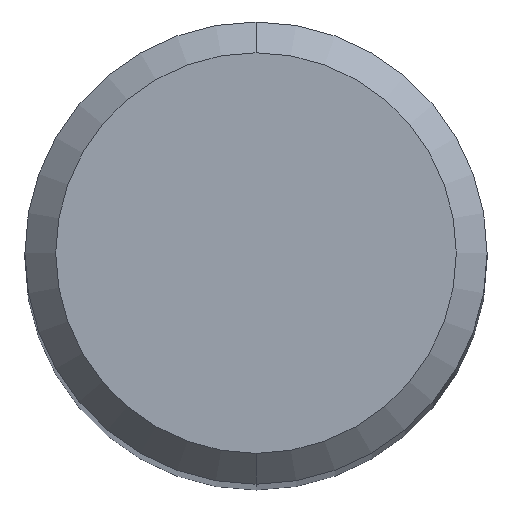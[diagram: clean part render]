
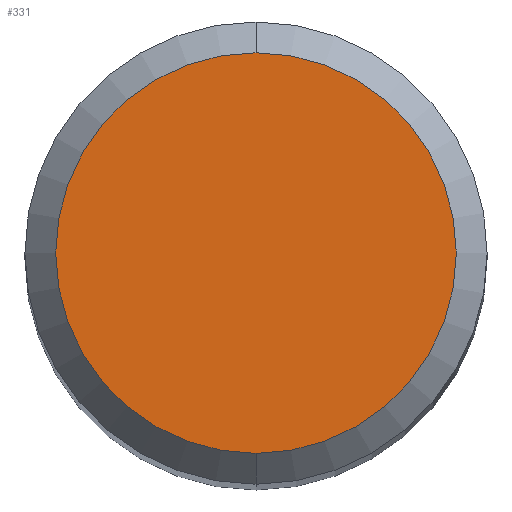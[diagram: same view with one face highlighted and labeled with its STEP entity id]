
A CAD part, top view. The second image highlights one B-rep face of the part: STEP entity #331.
In plain terms, the highlighted planar face has unit normal (0, 0, 1).
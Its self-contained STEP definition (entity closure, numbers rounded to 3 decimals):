
#309=EDGE_CURVE('',#317,#347,#632,.T.);
#317=VERTEX_POINT('',#641);
#331=ADVANCED_FACE('',(#655),#656,.T.);
#335=EDGE_CURVE('',#347,#317,#660,.T.);
#347=VERTEX_POINT('',#673);
#632=CIRCLE('',#1110,2.6);
#641=CARTESIAN_POINT('',(0.,-2.6,0.0));
#655=FACE_OUTER_BOUND('',#1165,.T.);
#656=PLANE('',#1166);
#660=CIRCLE('',#1181,2.6);
#673=CARTESIAN_POINT('',(0.0,2.6,0.0));
#1110=AXIS2_PLACEMENT_3D('',#1622,#1623,#1624);
#1165=EDGE_LOOP('',(#1639,#1640));
#1166=AXIS2_PLACEMENT_3D('',#1641,#1642,#1643);
#1181=AXIS2_PLACEMENT_3D('',#1644,#1645,#1646);
#1622=CARTESIAN_POINT('',(0.0,0.0,0.0));
#1623=DIRECTION('',(0.0,0.0,-1.0));
#1624=DIRECTION('',(0.0,1.0,0.0));
#1639=ORIENTED_EDGE('',*,*,#335,.F.);
#1640=ORIENTED_EDGE('',*,*,#309,.F.);
#1641=CARTESIAN_POINT('',(0.0,1.3,0.0));
#1642=DIRECTION('',(-0.0,0.0,1.0));
#1643=DIRECTION('',(0.0,-1.0,0.0));
#1644=CARTESIAN_POINT('',(0.0,0.0,0.0));
#1645=DIRECTION('',(0.0,0.0,-1.0));
#1646=DIRECTION('',(0.0,1.0,0.0));
